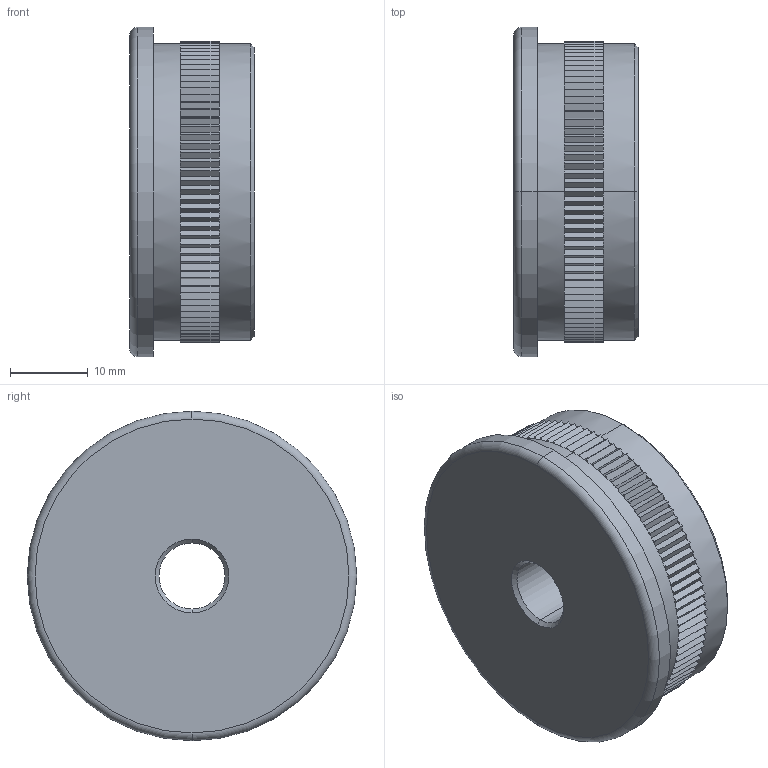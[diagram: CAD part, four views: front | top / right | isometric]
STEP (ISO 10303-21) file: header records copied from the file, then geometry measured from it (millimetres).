
FILE_DESCRIPTION (( 'STEP AP203' ), '1' );
FILE_NAME ('A_5736-242-M10.STEP', '2022-01-11T10:33:40', ( '' ), ( '' ), 'SwSTEP 2.0', 'SolidWorks 2019', '' );
FILE_SCHEMA (( 'CONFIG_CONTROL_DESIGN' ));
Length unit declared in the file: millimetre
Products named in the file (1): A_5736-242-M10
Bounding box: 16 x 42.4 x 42.4 mm (x, y, z)
Volume: 7331.9 mm3; surface area: 7019.7 mm2
Topology: 1 solids, 1 shells, 752 faces, 1832 edges, 1084 vertices
Faces by surface type: plane 626, cylinder 114, cone 6, torus 6
Entity records: 21803 total; most frequent: DIRECTION 3992, CARTESIAN_POINT 3725, ORIENTED_EDGE 3664, EDGE_CURVE 1832, AXIS2_PLACEMENT_3D 1415, VECTOR 1162, LINE 1162, VERTEX_POINT 1084
